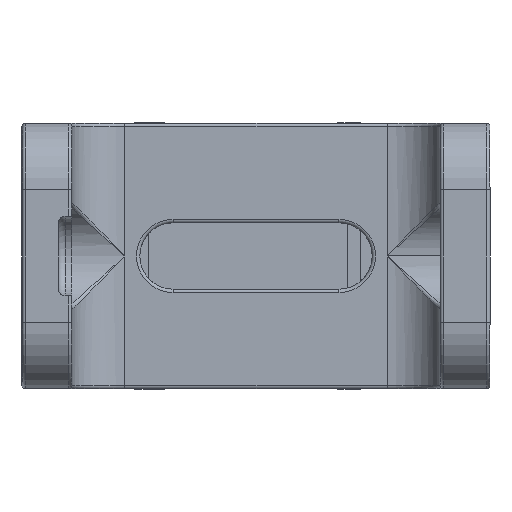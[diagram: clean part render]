
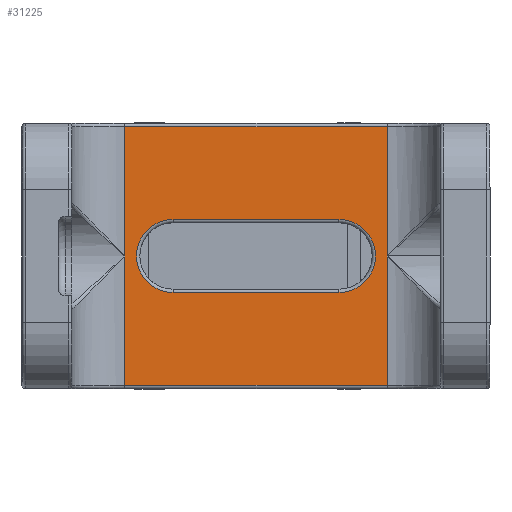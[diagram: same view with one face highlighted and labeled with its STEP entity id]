
A CAD part, left-side view. The second image highlights one B-rep face of the part: STEP entity #31225.
In plain terms, the highlighted planar face has unit normal (-1, 0, 0).
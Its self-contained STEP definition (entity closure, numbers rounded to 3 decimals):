
#118 = DIRECTION ( 'NONE',  ( 0., 1., 0. ) ) ;
#227 = EDGE_CURVE ( 'NONE', #16289, #31205, #30065, .T. ) ;
#297 = ORIENTED_EDGE ( 'NONE', *, *, #25740, .T. ) ;
#478 = PLANE ( 'NONE',  #15677 ) ;
#1105 = ORIENTED_EDGE ( 'NONE', *, *, #21847, .T. ) ;
#1312 = DIRECTION ( 'NONE',  ( 0., 0., 1. ) ) ;
#2748 = CARTESIAN_POINT ( 'NONE',  ( -229.6, -55.5, -20. ) ) ;
#2852 = CARTESIAN_POINT ( 'NONE',  ( -229.6, -8., 0. ) ) ;
#3112 = VECTOR ( 'NONE', #23863, 1000. ) ;
#3282 = ORIENTED_EDGE ( 'NONE', *, *, #5983, .T. ) ;
#3756 = CARTESIAN_POINT ( 'NONE',  ( -229.6, -16., -40. ) ) ;
#4666 = EDGE_CURVE ( 'NONE', #11051, #8919, #6941, .T. ) ;
#4731 = CARTESIAN_POINT ( 'NONE',  ( -229.6, -55.5, -0.5 ) ) ;
#5178 = EDGE_CURVE ( 'NONE', #30033, #11051, #20820, .T. ) ;
#5203 = CARTESIAN_POINT ( 'NONE',  ( -229.6, -48.25, -20. ) ) ;
#5322 = CARTESIAN_POINT ( 'NONE',  ( -229.6, -16., -39.5 ) ) ;
#5983 = EDGE_CURVE ( 'NONE', #23315, #6475, #14870, .T. ) ;
#6266 = ORIENTED_EDGE ( 'NONE', *, *, #5178, .T. ) ;
#6475 = VERTEX_POINT ( 'NONE', #21835 ) ;
#6563 = VECTOR ( 'NONE', #19910, 1000. ) ;
#6675 = LINE ( 'NONE', #8134, #15141 ) ;
#6941 = LINE ( 'NONE', #23605, #27450 ) ;
#7522 = CARTESIAN_POINT ( 'NONE',  ( -229.6, -55.5, -39.5 ) ) ;
#8134 = CARTESIAN_POINT ( 'NONE',  ( -229.6, -55.5, 0. ) ) ;
#8623 = AXIS2_PLACEMENT_3D ( 'NONE', #5203, #14929, #15146 ) ;
#8919 = VERTEX_POINT ( 'NONE', #24247 ) ;
#9327 = LINE ( 'NONE', #3756, #3112 ) ;
#9982 = CARTESIAN_POINT ( 'NONE',  ( -229.6, -23.25, -14.5 ) ) ;
#10875 = FACE_BOUND ( 'NONE', #25905, .T. ) ;
#11051 = VERTEX_POINT ( 'NONE', #9982 ) ;
#11645 = LINE ( 'NONE', #18843, #30626 ) ;
#11959 = ORIENTED_EDGE ( 'NONE', *, *, #24971, .T. ) ;
#12116 = CARTESIAN_POINT ( 'NONE',  ( -229.6, -55.5, -20. ) ) ;
#12985 = LINE ( 'NONE', #29002, #16845 ) ;
#13903 = DIRECTION ( 'NONE',  ( 0., 1., 0. ) ) ;
#14870 = LINE ( 'NONE', #25307, #30422 ) ;
#14929 = DIRECTION ( 'NONE',  ( 1., 0., 0. ) ) ;
#15141 = VECTOR ( 'NONE', #15682, 1000. ) ;
#15146 = DIRECTION ( 'NONE',  ( 0., 0., 1. ) ) ;
#15677 = AXIS2_PLACEMENT_3D ( 'NONE', #2852, #20123, #25136 ) ;
#15682 = DIRECTION ( 'NONE',  ( 0., 0., 1. ) ) ;
#15852 = EDGE_LOOP ( 'NONE', ( #31533, #17665, #1105, #27244, #3282, #297 ) ) ;
#16028 = DIRECTION ( 'NONE',  ( 0., -1., 0. ) ) ;
#16289 = VERTEX_POINT ( 'NONE', #5322 ) ;
#16631 = CARTESIAN_POINT ( 'NONE',  ( -229.6, -16., -20. ) ) ;
#16845 = VECTOR ( 'NONE', #24101, 1000. ) ;
#17015 = FACE_OUTER_BOUND ( 'NONE', #15852, .T. ) ;
#17246 = VERTEX_POINT ( 'NONE', #12116 ) ;
#17665 = ORIENTED_EDGE ( 'NONE', *, *, #227, .T. ) ;
#17922 = ORIENTED_EDGE ( 'NONE', *, *, #31456, .T. ) ;
#18508 = CARTESIAN_POINT ( 'NONE',  ( -229.6, -8., -39.5 ) ) ;
#18727 = DIRECTION ( 'NONE',  ( 0., -1., 0. ) ) ;
#18773 = EDGE_CURVE ( 'NONE', #17246, #23315, #6675, .T. ) ;
#18843 = CARTESIAN_POINT ( 'NONE',  ( -229.6, -8., -25.5 ) ) ;
#19910 = DIRECTION ( 'NONE',  ( 0., 0., 1. ) ) ;
#20123 = DIRECTION ( 'NONE',  ( 1., 0., 0. ) ) ;
#20234 = ORIENTED_EDGE ( 'NONE', *, *, #4666, .T. ) ;
#20672 = EDGE_CURVE ( 'NONE', #25735, #16289, #9327, .T. ) ;
#20820 = CIRCLE ( 'NONE', #23975, 5.5 ) ;
#21835 = CARTESIAN_POINT ( 'NONE',  ( -229.6, -16., -0.5 ) ) ;
#21847 = EDGE_CURVE ( 'NONE', #31205, #17246, #30994, .T. ) ;
#23315 = VERTEX_POINT ( 'NONE', #4731 ) ;
#23434 = VECTOR ( 'NONE', #18727, 1000. ) ;
#23605 = CARTESIAN_POINT ( 'NONE',  ( -229.6, -8., -14.5 ) ) ;
#23863 = DIRECTION ( 'NONE',  ( 0., 0., -1. ) ) ;
#23975 = AXIS2_PLACEMENT_3D ( 'NONE', #25750, #28276, #1312 ) ;
#24101 = DIRECTION ( 'NONE',  ( 0., 0., -1. ) ) ;
#24247 = CARTESIAN_POINT ( 'NONE',  ( -229.6, -48.25, -14.5 ) ) ;
#24971 = EDGE_CURVE ( 'NONE', #8919, #27453, #27373, .T. ) ;
#25136 = DIRECTION ( 'NONE',  ( 0., 0., 1. ) ) ;
#25307 = CARTESIAN_POINT ( 'NONE',  ( -229.6, -16., -0.5 ) ) ;
#25735 = VERTEX_POINT ( 'NONE', #16631 ) ;
#25740 = EDGE_CURVE ( 'NONE', #6475, #25735, #12985, .T. ) ;
#25750 = CARTESIAN_POINT ( 'NONE',  ( -229.6, -23.25, -20. ) ) ;
#25905 = EDGE_LOOP ( 'NONE', ( #17922, #6266, #20234, #11959 ) ) ;
#27244 = ORIENTED_EDGE ( 'NONE', *, *, #18773, .T. ) ;
#27373 = CIRCLE ( 'NONE', #8623, 5.5 ) ;
#27450 = VECTOR ( 'NONE', #16028, 1000. ) ;
#27453 = VERTEX_POINT ( 'NONE', #31107 ) ;
#27456 = CARTESIAN_POINT ( 'NONE',  ( -229.6, -23.25, -25.5 ) ) ;
#28276 = DIRECTION ( 'NONE',  ( 1., 0., 0. ) ) ;
#29002 = CARTESIAN_POINT ( 'NONE',  ( -229.6, -16., -20. ) ) ;
#30033 = VERTEX_POINT ( 'NONE', #27456 ) ;
#30065 = LINE ( 'NONE', #18508, #23434 ) ;
#30422 = VECTOR ( 'NONE', #118, 1000. ) ;
#30626 = VECTOR ( 'NONE', #13903, 1000. ) ;
#30994 = LINE ( 'NONE', #2748, #6563 ) ;
#31107 = CARTESIAN_POINT ( 'NONE',  ( -229.6, -48.25, -25.5 ) ) ;
#31205 = VERTEX_POINT ( 'NONE', #7522 ) ;
#31225 = ADVANCED_FACE ( 'NONE', ( #10875, #17015 ), #478, .F. ) ;
#31456 = EDGE_CURVE ( 'NONE', #27453, #30033, #11645, .T. ) ;
#31533 = ORIENTED_EDGE ( 'NONE', *, *, #20672, .T. ) ;
